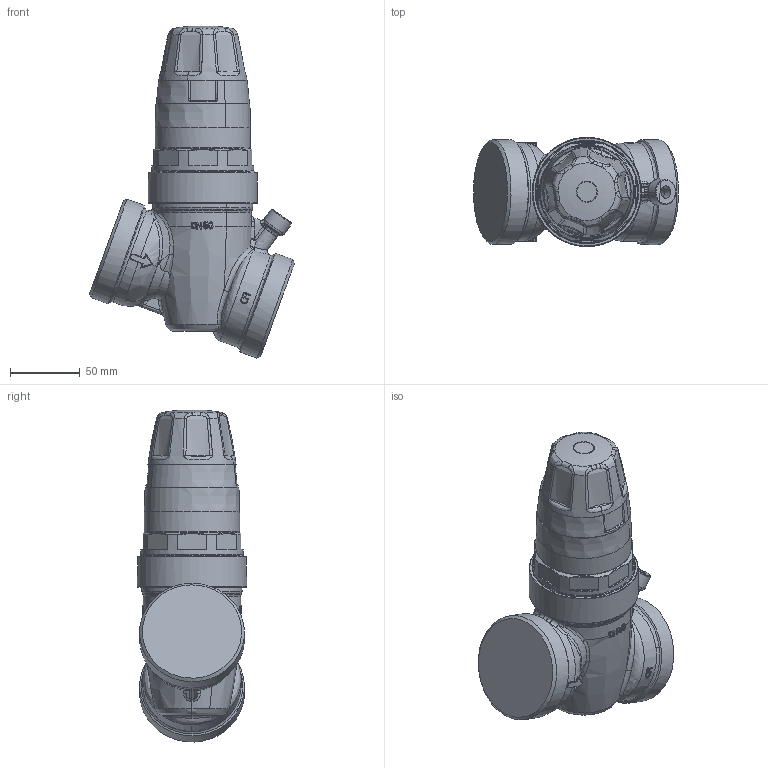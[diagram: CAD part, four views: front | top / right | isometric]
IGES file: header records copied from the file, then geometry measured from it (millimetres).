
Global section: file name: 535890HA; native system: Autodesk Inventor 2025; preprocessor: unknown; author: none; organization: none; date: 20250819.113908; units: millimetre
Bounding box: 146.39 x 78.08 x 237.17 mm (x, y, z)
Volume: 1014267.1 mm3; surface area: 78995.3 mm2
Topology: 1 solids, 18 shells, 922 faces, 2348 edges, 1472 vertices
Faces by surface type: bspline 922
